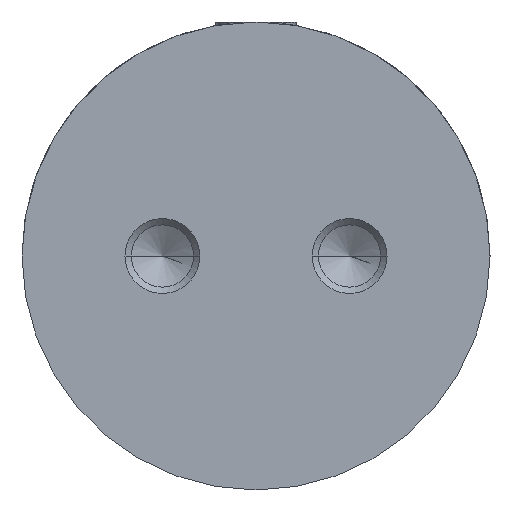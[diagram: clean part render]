
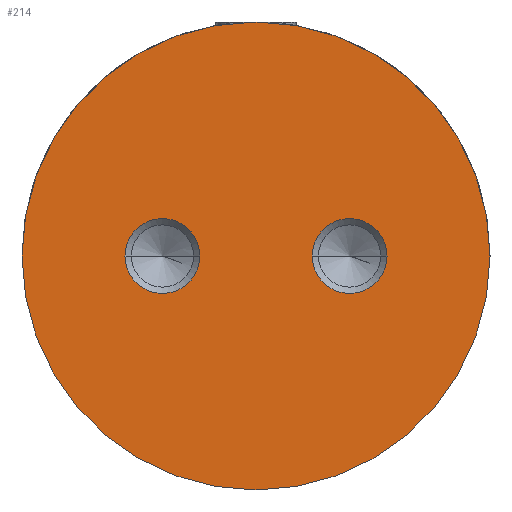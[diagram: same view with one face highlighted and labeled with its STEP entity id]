
A CAD part, left-side view. The second image highlights one B-rep face of the part: STEP entity #214.
In plain terms, the highlighted planar face has unit normal (-1, 0, 0).
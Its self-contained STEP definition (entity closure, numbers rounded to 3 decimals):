
#214=ADVANCED_FACE('',(#336,#337,#338),#339,.T.);
#336=FACE_BOUND('',#497,.T.);
#337=FACE_BOUND('',#498,.T.);
#338=FACE_OUTER_BOUND('',#499,.T.);
#339=PLANE('',#500);
#497=EDGE_LOOP('',(#900,#901));
#498=EDGE_LOOP('',(#902,#903));
#499=EDGE_LOOP('',(#904,#905));
#500=AXIS2_PLACEMENT_3D('',#906,#907,#908);
#900=ORIENTED_EDGE('',*,*,#1218,.T.);
#901=ORIENTED_EDGE('',*,*,#1219,.T.);
#902=ORIENTED_EDGE('',*,*,#1201,.T.);
#903=ORIENTED_EDGE('',*,*,#1224,.T.);
#904=ORIENTED_EDGE('',*,*,#1171,.F.);
#905=ORIENTED_EDGE('',*,*,#1245,.F.);
#906=CARTESIAN_POINT('',(0.0,12.5,0.0));
#907=DIRECTION('',(-1.0,0.0,0.0));
#908=DIRECTION('',(0.0,-1.0,0.0));
#1171=EDGE_CURVE('',#1366,#1369,#1370,.T.);
#1201=EDGE_CURVE('',#1419,#1421,#1423,.T.);
#1218=EDGE_CURVE('',#1449,#1451,#1453,.T.);
#1219=EDGE_CURVE('',#1451,#1449,#1454,.T.);
#1224=EDGE_CURVE('',#1421,#1419,#1459,.T.);
#1245=EDGE_CURVE('',#1369,#1366,#1487,.T.);
#1366=VERTEX_POINT('',#1686);
#1369=VERTEX_POINT('',#1690);
#1370=CIRCLE('',#1691,25.0);
#1419=VERTEX_POINT('',#1814);
#1421=VERTEX_POINT('',#1817);
#1423=CIRCLE('',#1820,4.0);
#1449=VERTEX_POINT('',#1854);
#1451=VERTEX_POINT('',#1857);
#1453=CIRCLE('',#1860,4.0);
#1454=CIRCLE('',#1861,4.0);
#1459=CIRCLE('',#1866,4.0);
#1487=CIRCLE('',#1951,25.0);
#1686=CARTESIAN_POINT('',(0.0,25.0,0.0));
#1690=CARTESIAN_POINT('',(0.0,-25.0,0.));
#1691=AXIS2_PLACEMENT_3D('',#2154,#2155,#2156);
#1814=CARTESIAN_POINT('',(0.0,14.0,0.0));
#1817=CARTESIAN_POINT('',(0.0,6.0,0.));
#1820=AXIS2_PLACEMENT_3D('',#2207,#2208,#2209);
#1854=CARTESIAN_POINT('',(0.0,-6.0,0.0));
#1857=CARTESIAN_POINT('',(0.0,-14.0,0.));
#1860=AXIS2_PLACEMENT_3D('',#2238,#2239,#2240);
#1861=AXIS2_PLACEMENT_3D('',#2241,#2242,#2243);
#1866=AXIS2_PLACEMENT_3D('',#2256,#2257,#2258);
#1951=AXIS2_PLACEMENT_3D('',#2292,#2293,#2294);
#2154=CARTESIAN_POINT('',(0.0,0.0,0.0));
#2155=DIRECTION('',(1.0,0.0,0.0));
#2156=DIRECTION('',(0.0,1.0,0.0));
#2207=CARTESIAN_POINT('',(0.0,10.0,0.0));
#2208=DIRECTION('',(1.0,0.0,0.0));
#2209=DIRECTION('',(0.0,1.0,0.0));
#2238=CARTESIAN_POINT('',(0.0,-10.0,0.0));
#2239=DIRECTION('',(1.0,0.0,0.0));
#2240=DIRECTION('',(0.0,1.0,0.0));
#2241=CARTESIAN_POINT('',(0.0,-10.0,0.0));
#2242=DIRECTION('',(1.0,0.0,0.0));
#2243=DIRECTION('',(0.0,1.0,0.0));
#2256=CARTESIAN_POINT('',(0.0,10.0,0.0));
#2257=DIRECTION('',(1.0,0.0,0.0));
#2258=DIRECTION('',(0.0,1.0,0.0));
#2292=CARTESIAN_POINT('',(0.0,0.0,0.0));
#2293=DIRECTION('',(1.0,0.0,0.0));
#2294=DIRECTION('',(0.0,1.0,0.0));
